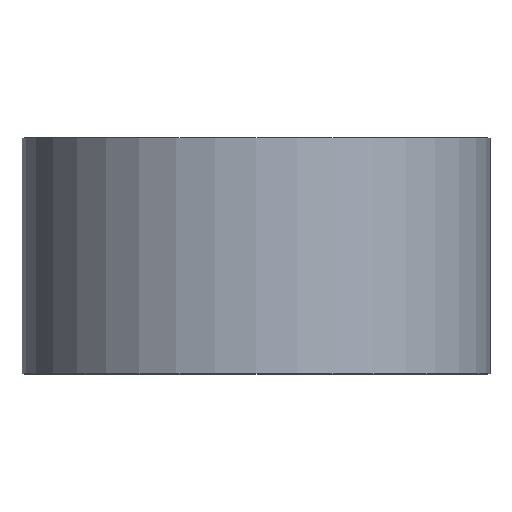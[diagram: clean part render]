
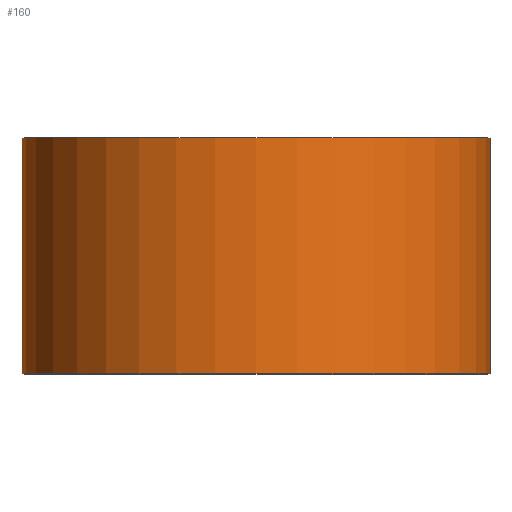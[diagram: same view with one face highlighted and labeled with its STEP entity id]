
A CAD part, top view. The second image highlights one B-rep face of the part: STEP entity #160.
In plain terms, the highlighted cylindrical face has radius 79.35 mm (diameter 158.7 mm), a full revolution.
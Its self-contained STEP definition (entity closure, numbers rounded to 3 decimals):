
#34=CYLINDRICAL_SURFACE('',#196,79.35);
#41=FACE_OUTER_BOUND('',#53,.T.);
#53=EDGE_LOOP('',(#131,#132,#133,#134));
#66=LINE('',#295,#73);
#73=VECTOR('',#240,79.35);
#81=CIRCLE('',#195,79.35);
#82=CIRCLE('',#197,79.35);
#92=VERTEX_POINT('',#290);
#93=VERTEX_POINT('',#293);
#106=EDGE_CURVE('',#92,#92,#81,.T.);
#107=EDGE_CURVE('',#93,#93,#82,.T.);
#108=EDGE_CURVE('',#93,#92,#66,.T.);
#131=ORIENTED_EDGE('',*,*,#107,.F.);
#132=ORIENTED_EDGE('',*,*,#108,.T.);
#133=ORIENTED_EDGE('',*,*,#106,.T.);
#134=ORIENTED_EDGE('',*,*,#108,.F.);
#160=ADVANCED_FACE('',(#41),#34,.T.);
#195=AXIS2_PLACEMENT_3D('',#291,#234,#235);
#196=AXIS2_PLACEMENT_3D('',#292,#236,#237);
#197=AXIS2_PLACEMENT_3D('',#294,#238,#239);
#234=DIRECTION('center_axis',(0.,1.,0.));
#235=DIRECTION('ref_axis',(1.,0.,0.));
#236=DIRECTION('center_axis',(0.,1.,0.));
#237=DIRECTION('ref_axis',(0.,0.,1.));
#238=DIRECTION('center_axis',(0.,1.,0.));
#239=DIRECTION('ref_axis',(1.,0.,0.));
#240=DIRECTION('',(0.,-1.,0.));
#290=CARTESIAN_POINT('',(0.,-80.,-79.35));
#291=CARTESIAN_POINT('Origin',(0.,-80.,0.));
#292=CARTESIAN_POINT('Origin',(0.,-40.,0.));
#293=CARTESIAN_POINT('',(0.,0.,-79.35));
#294=CARTESIAN_POINT('Origin',(0.,0.,0.));
#295=CARTESIAN_POINT('',(0.,-40.,-79.35));
